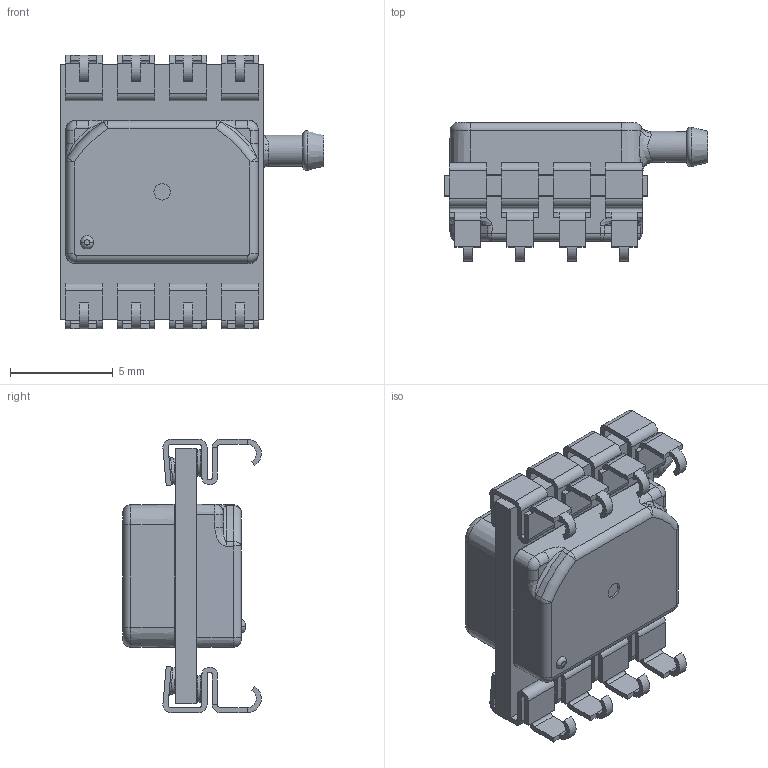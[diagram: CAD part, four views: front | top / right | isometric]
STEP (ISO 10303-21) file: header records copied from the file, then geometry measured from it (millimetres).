
FILE_DESCRIPTION(/* description */ ('STEP AP214'),/* implementation_level */ '2;1');
FILE_NAME(/* name */ '6019d4de73799412fbbeec60',/* time_stamp */ '2021-02-02T22:40:31+00:00',/* author */ (''),/* organization */ (''),/* preprocessor_version */ 'ST-DEVELOPER v18.1',/* originating_system */ ' ',/* authorisation */ ' ');
FILE_SCHEMA (('AUTOMOTIVE_DESIGN {1 0 10303 214 3 1 1}'));
Length unit declared in the file: metre
Products named in the file (1): 50039316-001_SW0001
Bounding box: 12.83 x 6.77 x 13.35 mm (x, y, z)
Volume: 472.4 mm3; surface area: 762.9 mm2
Topology: 1 solids, 1 shells, 503 faces, 1267 edges, 788 vertices
Faces by surface type: plane 244, cylinder 108, torus 63, bspline 42, cone 42, sphere 4
Full cylindrical faces by diameter (mm): 0.79 x1, 1.52 x1
Entity records: 15635 total; most frequent: CARTESIAN_POINT 4159, DIRECTION 2408, ORIENTED_EDGE 2296, EDGE_CURVE 1148, AXIS2_PLACEMENT_3D 888, VERTEX_POINT 738, LINE 632, VECTOR 632
